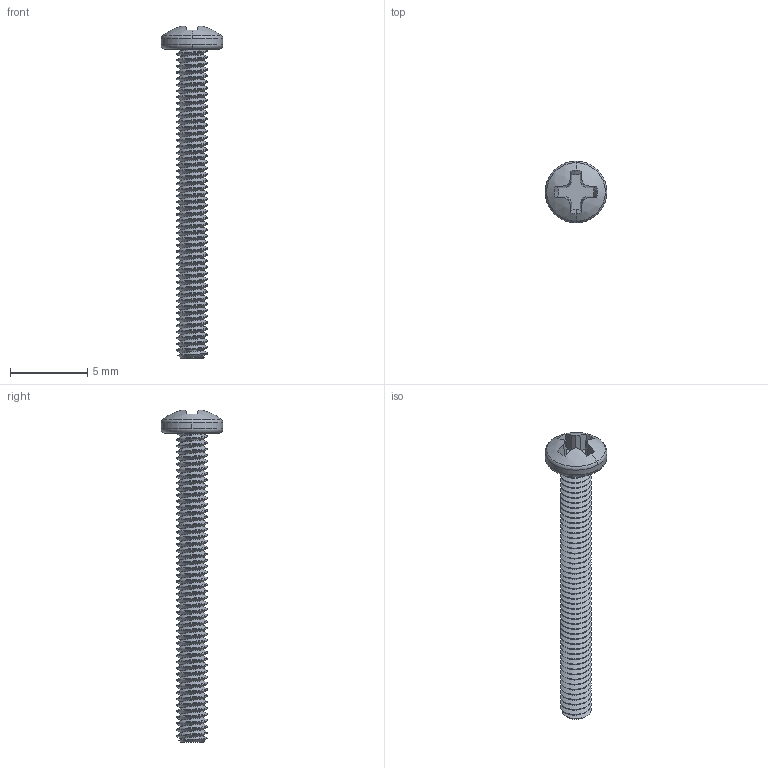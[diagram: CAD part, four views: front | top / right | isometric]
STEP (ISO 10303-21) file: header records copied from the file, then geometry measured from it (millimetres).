
FILE_DESCRIPTION (( 'STEP AP203' ), '1' );
FILE_NAME ('92005A039.step', '2016-01-18T17:15:51', ( '' ), ( '' ), 'SwSTEP 2.0', 'SolidWorks 2013', '' );
FILE_SCHEMA (( 'CONFIG_CONTROL_DESIGN' ));
Length unit declared in the file: millimetre
Products named in the file (1): 92005A039
Bounding box: 4 x 4 x 21.51 mm (x, y, z)
Volume: 59.2 mm3; surface area: 234.9 mm2
Topology: 1 solids, 1 shells, 290 faces, 856 edges, 569 vertices
Faces by surface type: cylinder 253, plane 19, cone 9, torus 4, bspline 3, sphere 2
Entity records: 13662 total; most frequent: CARTESIAN_POINT 7334, ORIENTED_EDGE 1712, DIRECTION 970, EDGE_CURVE 856, VERTEX_POINT 569, AXIS2_PLACEMENT_3D 343, EDGE_LOOP 291, FACE_OUTER_BOUND 290
